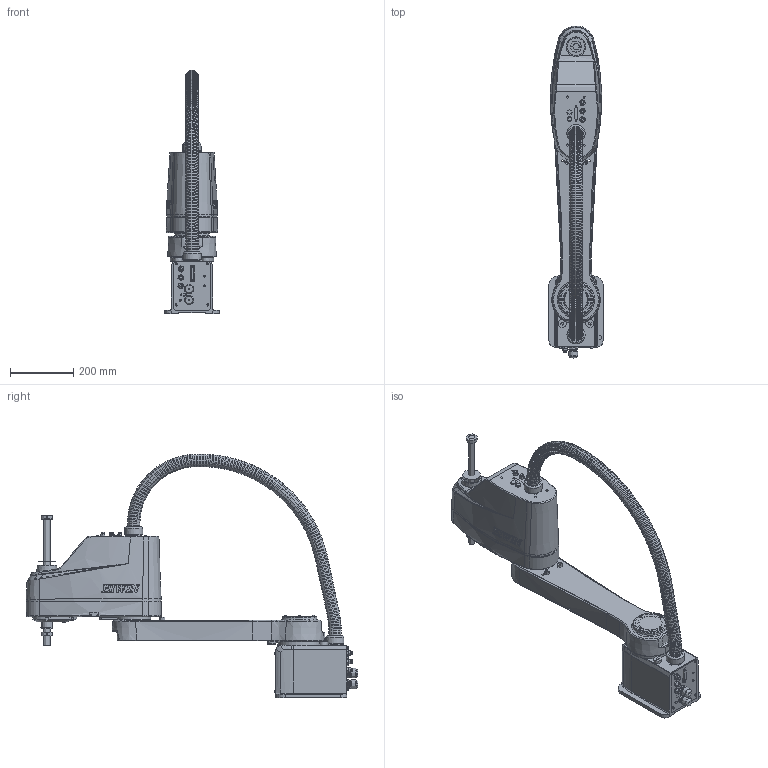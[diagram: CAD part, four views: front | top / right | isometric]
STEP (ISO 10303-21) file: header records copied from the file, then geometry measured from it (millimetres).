
FILE_DESCRIPTION(/* description */ (''),/* implementation_level */ '2;1');
FILE_NAME(/* name */ 'RS410-800-200-LU.stp',/* time_stamp */ '2020-08-03T13:57:13+08:00',/* author */ ('jack_chao'),/* organization */ (''),/* preprocessor_version */ 'ST-DEVELOPER v18.1',/* originating_system */ 'Autodesk Inventor 2020',/* authorisation */ '');
FILE_SCHEMA (('AUTOMOTIVE_DESIGN { 1 0 10303 214 3 1 1 }'));
Products named in the file (5): RS410-800-200-LU; RS410-1; A; B-800; pipe-800
Assembly tree (4 placements, depth 2):
  RS410-800-200-LU
    RS410-1
    A
    B-800
    pipe-800
Bounding box: 172 x 1050.56 x 771.12 mm (x, y, z)
Volume: 22666980.5 mm3; surface area: 1635446.3 mm2
Topology: 86 solids, 86 shells, 3430 faces, 8339 edges, 5491 vertices
Faces by surface type: plane 1627, cylinder 899, bspline 383, cone 346, torus 167, sphere 8
Full cylindrical faces by diameter (mm): 2.6 x4, 3 x2, 3.242 x8, 3.3 x10, 4 x33, 4.5 x8, 5.4 x2, 5.5 x20, 6 x2, 7 x61, 8.376 x6, 9 x8, 10 x8, 10.4 x1, 10.8 x1, 11 x8, 11.5 x12, 12 x16, 14 x6, 14.55 x2, 15 x1, 15.8 x1, 16 x4, 17.4 x3, 17.9 x1, 20 x2, 22.52 x8, 25.6 x2, 26 x3, 26.2 x2
Entity records: 191939 total; most frequent: CARTESIAN_POINT 109454, ORIENTED_EDGE 16558, DIRECTION 16117, EDGE_CURVE 8279, AXIS2_PLACEMENT_3D 6358, VERTEX_POINT 5491, EDGE_LOOP 3972, FACE_OUTER_BOUND 3430
